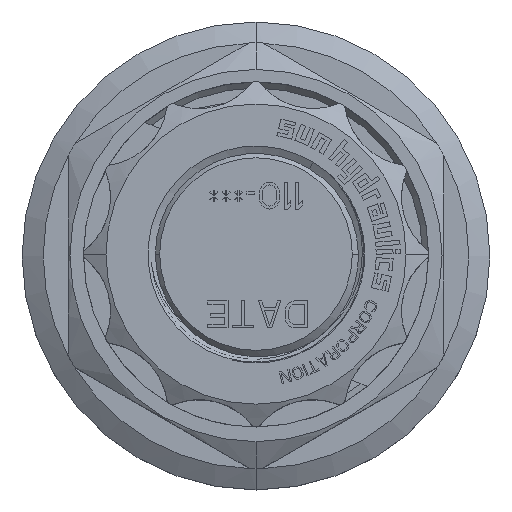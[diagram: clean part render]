
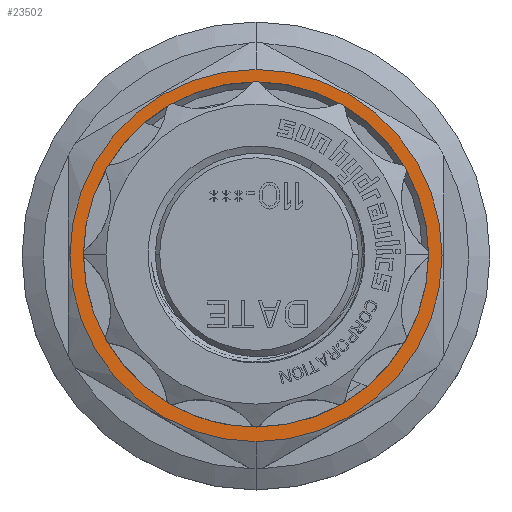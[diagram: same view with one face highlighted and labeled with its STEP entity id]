
A CAD part, top view. The second image highlights one B-rep face of the part: STEP entity #23502.
In plain terms, the highlighted planar face has unit normal (0, 0, 1).
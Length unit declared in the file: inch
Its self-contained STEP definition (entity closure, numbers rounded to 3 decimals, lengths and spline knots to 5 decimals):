
#6582=CARTESIAN_POINT('',(0.,0.,3.407));
#6583=DIRECTION('',(0.,0.,1.));
#6584=DIRECTION('',(0.,-1.,0.));
#6585=AXIS2_PLACEMENT_3D('',#6582,#6583,#6584);
#6587=CARTESIAN_POINT('',(0.,0.,3.407));
#6588=DIRECTION('',(0.,0.,1.));
#6589=DIRECTION('',(0.,1.,0.));
#6590=AXIS2_PLACEMENT_3D('',#6587,#6588,#6589);
#6592=CARTESIAN_POINT('',(0.,0.,3.407));
#6593=DIRECTION('',(0.,0.,-1.));
#6594=DIRECTION('',(-1.,0.,0.));
#6595=AXIS2_PLACEMENT_3D('',#6592,#6593,#6594);
#6597=CARTESIAN_POINT('',(0.,0.,3.407));
#6598=DIRECTION('',(0.,0.,-1.));
#6599=DIRECTION('',(1.,0.,0.));
#6600=AXIS2_PLACEMENT_3D('',#6597,#6598,#6599);
#14377=CARTESIAN_POINT('',(0.,-0.62,3.407));
#14378=CARTESIAN_POINT('',(0.,0.62,3.407));
#14379=VERTEX_POINT('',#14377);
#14380=VERTEX_POINT('',#14378);
#14712=CARTESIAN_POINT('',(-0.364,0.,3.407));
#14713=CARTESIAN_POINT('',(0.364,0.,3.407));
#14714=VERTEX_POINT('',#14712);
#14715=VERTEX_POINT('',#14713);
#23486=CARTESIAN_POINT('',(0.,0.,3.407));
#23487=DIRECTION('',(0.,0.,1.));
#23488=DIRECTION('',(0.,1.,0.));
#23489=AXIS2_PLACEMENT_3D('',#23486,#23487,#23488);
#23490=PLANE('',#23489);
#23492=ORIENTED_EDGE('',*,*,#23491,.F.);
#23494=ORIENTED_EDGE('',*,*,#23493,.F.);
#23495=EDGE_LOOP('',(#23492,#23494));
#23496=FACE_OUTER_BOUND('',#23495,.F.);
#23497=ORIENTED_EDGE('',*,*,#23476,.F.);
#23499=ORIENTED_EDGE('',*,*,#23498,.F.);
#23500=EDGE_LOOP('',(#23497,#23499));
#23501=FACE_BOUND('',#23500,.F.);
#23502=ADVANCED_FACE('',(#23496,#23501),#23490,.T.);
#6586=CIRCLE('',#6585,0.62);
#6591=CIRCLE('',#6590,0.62);
#6596=CIRCLE('',#6595,0.364);
#6601=CIRCLE('',#6600,0.364);
#23476=EDGE_CURVE('',#14714,#14715,#6596,.T.);
#23491=EDGE_CURVE('',#14379,#14380,#6586,.T.);
#23493=EDGE_CURVE('',#14380,#14379,#6591,.T.);
#23498=EDGE_CURVE('',#14715,#14714,#6601,.T.);
